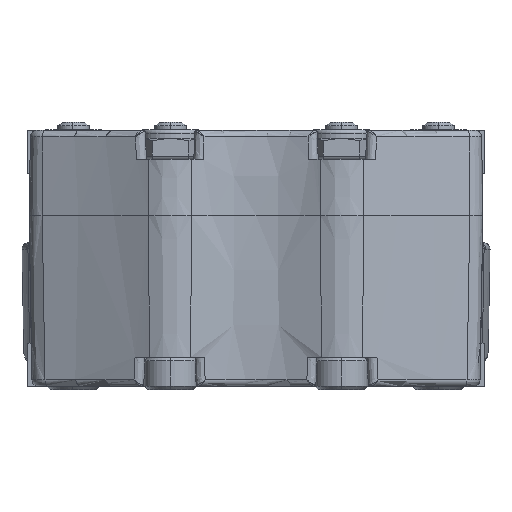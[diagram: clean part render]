
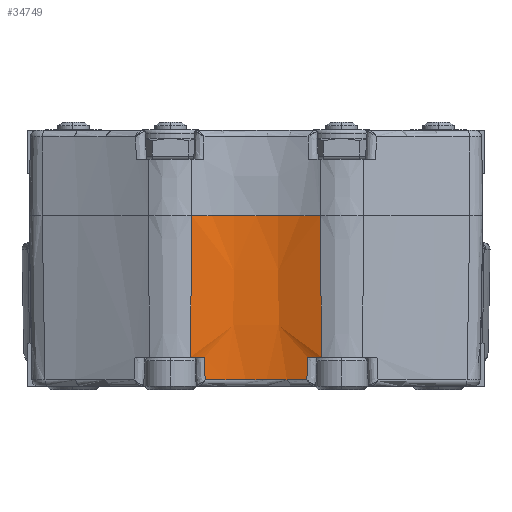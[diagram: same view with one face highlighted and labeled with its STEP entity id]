
A CAD part, front view. The second image highlights one B-rep face of the part: STEP entity #34749.
In plain terms, the highlighted conical face has half-angle 1 degrees and reference radius 20 mm.
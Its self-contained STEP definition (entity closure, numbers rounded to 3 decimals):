
#51 = VERTEX_POINT ( 'NONE', #31881 ) ;
#416 = DIRECTION ( 'NONE',  ( -1., 0., 0. ) ) ;
#3202 = CARTESIAN_POINT ( 'NONE',  ( -7.695, -34.314, -21.05 ) ) ;
#7035 = EDGE_CURVE ( 'NONE', #51, #18086, #50787, .T. ) ;
#7350 = DIRECTION ( 'NONE',  ( -1., 0., 0. ) ) ;
#8570 = DIRECTION ( 'NONE',  ( -0.008, -0.015, 1. ) ) ;
#13718 = DIRECTION ( 'NONE',  ( 1., 0., 0. ) ) ;
#15905 = DIRECTION ( 'NONE',  ( 0.008, -0.015, 1. ) ) ;
#17290 = DIRECTION ( 'NONE',  ( 0., 0., -1. ) ) ;
#18086 = VERTEX_POINT ( 'NONE', #38248 ) ;
#22614 = CARTESIAN_POINT ( 'NONE',  ( 7.566, -34.199, -24.417 ) ) ;
#25690 = VECTOR ( 'NONE', #15905, 1000. ) ;
#25935 = DIRECTION ( 'NONE',  ( 1., 0., 0. ) ) ;
#27574 = CARTESIAN_POINT ( 'NONE',  ( 0., -53.172, -24.417 ) ) ;
#31881 = CARTESIAN_POINT ( 'NONE',  ( 7.695, -34.314, -21.05 ) ) ;
#32303 = CARTESIAN_POINT ( 'NONE',  ( 7.599, -34.229, -23.544 ) ) ;
#34749 = ADVANCED_FACE ( 'NONE', ( #52296 ), #65236, .F. ) ;
#37969 = DIRECTION ( 'NONE',  ( 0., 0., -1. ) ) ;
#38248 = CARTESIAN_POINT ( 'NONE',  ( 9.742, -35.286, -21.05 ) ) ;
#39085 = CARTESIAN_POINT ( 'NONE',  ( 7.583, -34.214, -23.981 ) ) ;
#39464 = VERTEX_POINT ( 'NONE', #55890 ) ;
#39755 = CARTESIAN_POINT ( 'NONE',  ( 9.566, -35.608, 0. ) ) ;
#41123 = EDGE_CURVE ( 'NONE', #86135, #101383, #60986, .T. ) ;
#41353 = AXIS2_PLACEMENT_3D ( 'NONE', #52376, #93903, #416 ) ;
#44854 = CARTESIAN_POINT ( 'NONE',  ( -7.566, -34.199, -24.417 ) ) ;
#45693 = EDGE_CURVE ( 'NONE', #39464, #115138, #53154, .T. ) ;
#50787 = CIRCLE ( 'NONE', #96083, 20.367 ) ;
#52296 = FACE_OUTER_BOUND ( 'NONE', #80609, .T. ) ;
#52376 = CARTESIAN_POINT ( 'NONE',  ( 0., -53.172, -21.05 ) ) ;
#53154 = LINE ( 'NONE', #89094, #25690 ) ;
#53296 = AXIS2_PLACEMENT_3D ( 'NONE', #87784, #17290, #25935 ) ;
#55752 = CARTESIAN_POINT ( 'NONE',  ( -9.566, -35.608, 0. ) ) ;
#55890 = CARTESIAN_POINT ( 'NONE',  ( -9.742, -35.286, -21.05 ) ) ;
#56078 = CARTESIAN_POINT ( 'NONE',  ( -7.609, -34.237, -23.295 ) ) ;
#57992 = DIRECTION ( 'NONE',  ( 0., 0., -1. ) ) ;
#60911 = VERTEX_POINT ( 'NONE', #127980 ) ;
#60986 = CIRCLE ( 'NONE', #80806, 20.426 ) ;
#64841 = EDGE_CURVE ( 'NONE', #60911, #86135, #107811, .T. ) ;
#65236 = CONICAL_SURFACE ( 'NONE', #53296, 20., 0.017 ) ;
#69008 = EDGE_CURVE ( 'NONE', #101383, #51, #72930, .T. ) ;
#69192 = ORIENTED_EDGE ( 'NONE', *, *, #69008, .T. ) ;
#72930 = B_SPLINE_CURVE_WITH_KNOTS ( 'NONE', 3,
 ( #90562, #39085, #32303, #125299, #73834, #95488, #126201 ),
 .UNSPECIFIED., .F., .F.,
 ( 4, 3, 4 ),
 ( 0.001, 0.002, 0.004 ),
 .UNSPECIFIED. ) ;
#73834 = CARTESIAN_POINT ( 'NONE',  ( 7.642, -34.267, -22.422 ) ) ;
#73846 = CARTESIAN_POINT ( 'NONE',  ( 0., -53.172, 0. ) ) ;
#75100 = ORIENTED_EDGE ( 'NONE', *, *, #45693, .F. ) ;
#77871 = VECTOR ( 'NONE', #8570, 1000. ) ;
#80609 = EDGE_LOOP ( 'NONE', ( #92198, #92308, #69192, #89355, #118662, #128183, #75100, #128795 ) ) ;
#80806 = AXIS2_PLACEMENT_3D ( 'NONE', #27574, #37969, #98956 ) ;
#82055 = VERTEX_POINT ( 'NONE', #39755 ) ;
#84705 = DIRECTION ( 'NONE',  ( 0., 0., -1. ) ) ;
#84838 = EDGE_CURVE ( 'NONE', #115138, #82055, #132412, .T. ) ;
#86135 = VERTEX_POINT ( 'NONE', #120304 ) ;
#87622 = EDGE_CURVE ( 'NONE', #39464, #60911, #123885, .T. ) ;
#87784 = CARTESIAN_POINT ( 'NONE',  ( 0., -53.172, 0. ) ) ;
#89094 = CARTESIAN_POINT ( 'NONE',  ( -9.566, -35.608, 0. ) ) ;
#89355 = ORIENTED_EDGE ( 'NONE', *, *, #7035, .T. ) ;
#90562 = CARTESIAN_POINT ( 'NONE',  ( 7.566, -34.199, -24.417 ) ) ;
#92176 = EDGE_CURVE ( 'NONE', #18086, #82055, #124780, .T. ) ;
#92198 = ORIENTED_EDGE ( 'NONE', *, *, #64841, .T. ) ;
#92308 = ORIENTED_EDGE ( 'NONE', *, *, #41123, .T. ) ;
#93903 = DIRECTION ( 'NONE',  ( 0., 0., -1. ) ) ;
#95488 = CARTESIAN_POINT ( 'NONE',  ( 7.669, -34.291, -21.736 ) ) ;
#96083 = AXIS2_PLACEMENT_3D ( 'NONE', #96379, #57992, #7350 ) ;
#96379 = CARTESIAN_POINT ( 'NONE',  ( 0., -53.172, -21.05 ) ) ;
#98956 = DIRECTION ( 'NONE',  ( -1., 0., 0. ) ) ;
#101383 = VERTEX_POINT ( 'NONE', #22614 ) ;
#101638 = CARTESIAN_POINT ( 'NONE',  ( 9.566, -35.608, 0. ) ) ;
#105803 = AXIS2_PLACEMENT_3D ( 'NONE', #73846, #84705, #13718 ) ;
#106691 = CARTESIAN_POINT ( 'NONE',  ( -7.652, -34.276, -22.172 ) ) ;
#107811 = B_SPLINE_CURVE_WITH_KNOTS ( 'NONE', 3,
 ( #3202, #106691, #56078, #44854 ),
 .UNSPECIFIED., .F., .F.,
 ( 4, 4 ),
 ( 0.021, 0.024 ),
 .UNSPECIFIED. ) ;
#115138 = VERTEX_POINT ( 'NONE', #55752 ) ;
#118662 = ORIENTED_EDGE ( 'NONE', *, *, #92176, .T. ) ;
#120304 = CARTESIAN_POINT ( 'NONE',  ( -7.566, -34.199, -24.417 ) ) ;
#123885 = CIRCLE ( 'NONE', #41353, 20.367 ) ;
#124780 = LINE ( 'NONE', #101638, #77871 ) ;
#125299 = CARTESIAN_POINT ( 'NONE',  ( 7.616, -34.244, -23.108 ) ) ;
#126201 = CARTESIAN_POINT ( 'NONE',  ( 7.695, -34.314, -21.05 ) ) ;
#127980 = CARTESIAN_POINT ( 'NONE',  ( -7.695, -34.314, -21.05 ) ) ;
#128183 = ORIENTED_EDGE ( 'NONE', *, *, #84838, .F. ) ;
#128795 = ORIENTED_EDGE ( 'NONE', *, *, #87622, .T. ) ;
#132412 = CIRCLE ( 'NONE', #105803, 20. ) ;
